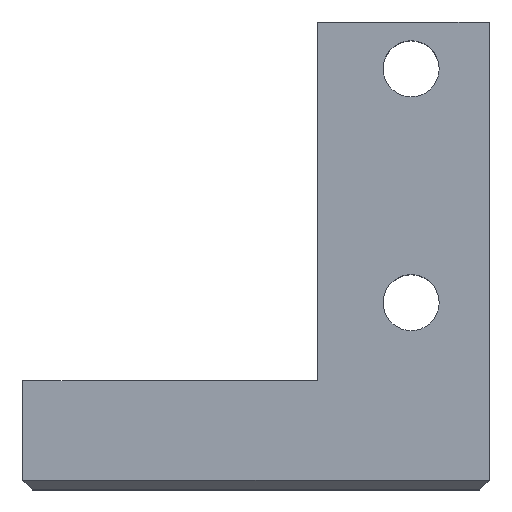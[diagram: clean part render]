
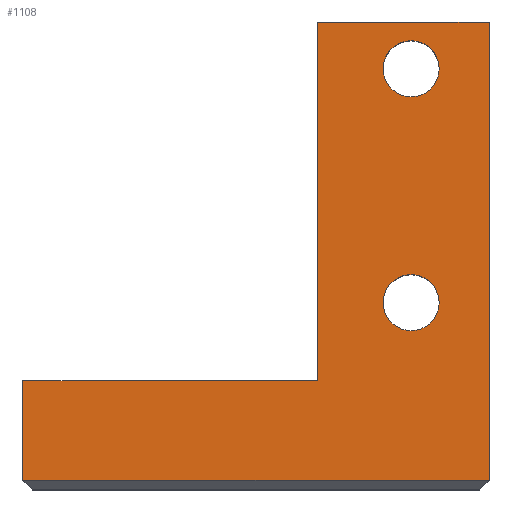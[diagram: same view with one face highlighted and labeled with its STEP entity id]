
A CAD part, top view. The second image highlights one B-rep face of the part: STEP entity #1108.
In plain terms, the highlighted planar face has unit normal (0, 0, 1).
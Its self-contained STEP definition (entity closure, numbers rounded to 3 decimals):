
#8 = ORIENTED_EDGE ( 'NONE', *, *, #1276, .T. ) ;
#32 = CIRCLE ( 'NONE', #872, 1.8 ) ;
#61 = AXIS2_PLACEMENT_3D ( 'NONE', #542, #777, #1383 ) ;
#72 = ORIENTED_EDGE ( 'NONE', *, *, #1087, .F. ) ;
#105 = CARTESIAN_POINT ( 'NONE',  ( -20.25, 30., 5.15 ) ) ;
#109 = EDGE_CURVE ( 'NONE', #1529, #519, #537, .T. ) ;
#123 = CARTESIAN_POINT ( 'NONE',  ( 4.65, 12., 5.15 ) ) ;
#136 = VECTOR ( 'NONE', #544, 1000. ) ;
#139 = DIRECTION ( 'NONE',  ( 1., 0., 0. ) ) ;
#157 = CARTESIAN_POINT ( 'NONE',  ( -1.35, 30., 5.15 ) ) ;
#169 = EDGE_LOOP ( 'NONE', ( #624, #549 ) ) ;
#187 = AXIS2_PLACEMENT_3D ( 'NONE', #1282, #534, #430 ) ;
#201 = ORIENTED_EDGE ( 'NONE', *, *, #1208, .F. ) ;
#236 = CARTESIAN_POINT ( 'NONE',  ( -1.35, 30., 5.15 ) ) ;
#247 = LINE ( 'NONE', #987, #1199 ) ;
#248 = CARTESIAN_POINT ( 'NONE',  ( -20.25, 7., 5.15 ) ) ;
#262 = ORIENTED_EDGE ( 'NONE', *, *, #1070, .T. ) ;
#304 = ORIENTED_EDGE ( 'NONE', *, *, #109, .F. ) ;
#314 = VERTEX_POINT ( 'NONE', #714 ) ;
#353 = PLANE ( 'NONE',  #927 ) ;
#359 = DIRECTION ( 'NONE',  ( 0., 0., -1. ) ) ;
#388 = AXIS2_PLACEMENT_3D ( 'NONE', #725, #815, #479 ) ;
#393 = VERTEX_POINT ( 'NONE', #855 ) ;
#399 = DIRECTION ( 'NONE',  ( 0., -1., 0. ) ) ;
#400 = VERTEX_POINT ( 'NONE', #248 ) ;
#416 = VECTOR ( 'NONE', #1050, 1000. ) ;
#430 = DIRECTION ( 'NONE',  ( 1., 0., 0. ) ) ;
#466 = VECTOR ( 'NONE', #1524, 1000. ) ;
#470 = FACE_BOUND ( 'NONE', #169, .T. ) ;
#479 = DIRECTION ( 'NONE',  ( 1., 0., 0. ) ) ;
#507 = VERTEX_POINT ( 'NONE', #1429 ) ;
#519 = VERTEX_POINT ( 'NONE', #236 ) ;
#520 = LINE ( 'NONE', #1479, #1323 ) ;
#534 = DIRECTION ( 'NONE',  ( 0., 0., 1. ) ) ;
#537 = LINE ( 'NONE', #157, #136 ) ;
#542 = CARTESIAN_POINT ( 'NONE',  ( 4.65, 12., 5.15 ) ) ;
#544 = DIRECTION ( 'NONE',  ( 0., 1., 0. ) ) ;
#549 = ORIENTED_EDGE ( 'NONE', *, *, #945, .F. ) ;
#550 = CARTESIAN_POINT ( 'NONE',  ( 6.45, 27., 5.15 ) ) ;
#575 = DIRECTION ( 'NONE',  ( -1., 0., 0. ) ) ;
#590 = ORIENTED_EDGE ( 'NONE', *, *, #957, .F. ) ;
#624 = ORIENTED_EDGE ( 'NONE', *, *, #786, .F. ) ;
#629 = CARTESIAN_POINT ( 'NONE',  ( -20.25, 7., 5.15 ) ) ;
#635 = ORIENTED_EDGE ( 'NONE', *, *, #1238, .F. ) ;
#668 = CIRCLE ( 'NONE', #61, 1.8 ) ;
#683 = LINE ( 'NONE', #830, #416 ) ;
#712 = FACE_BOUND ( 'NONE', #1235, .T. ) ;
#714 = CARTESIAN_POINT ( 'NONE',  ( 9.65, 30., 5.15 ) ) ;
#725 = CARTESIAN_POINT ( 'NONE',  ( 4.65, 27., 5.15 ) ) ;
#732 = DIRECTION ( 'NONE',  ( 1., 0., 0. ) ) ;
#738 = CARTESIAN_POINT ( 'NONE',  ( 2.85, 12., 5.15 ) ) ;
#777 = DIRECTION ( 'NONE',  ( 0., 0., 1. ) ) ;
#786 = EDGE_CURVE ( 'NONE', #393, #1193, #32, .T. ) ;
#815 = DIRECTION ( 'NONE',  ( 0., 0., 1. ) ) ;
#830 = CARTESIAN_POINT ( 'NONE',  ( 9.65, 30., 5.15 ) ) ;
#851 = DIRECTION ( 'NONE',  ( 0., 0., 1. ) ) ;
#855 = CARTESIAN_POINT ( 'NONE',  ( 6.45, 12., 5.15 ) ) ;
#856 = EDGE_LOOP ( 'NONE', ( #8, #262, #1258, #635, #304, #201 ) ) ;
#871 = VERTEX_POINT ( 'NONE', #982 ) ;
#872 = AXIS2_PLACEMENT_3D ( 'NONE', #123, #851, #1326 ) ;
#880 = LINE ( 'NONE', #629, #1419 ) ;
#927 = AXIS2_PLACEMENT_3D ( 'NONE', #105, #359, #575 ) ;
#945 = EDGE_CURVE ( 'NONE', #1193, #393, #668, .T. ) ;
#952 = CARTESIAN_POINT ( 'NONE',  ( -20.25, 0.6, 5.15 ) ) ;
#957 = EDGE_CURVE ( 'NONE', #964, #1493, #1098, .T. ) ;
#964 = VERTEX_POINT ( 'NONE', #550 ) ;
#982 = CARTESIAN_POINT ( 'NONE',  ( -20.25, 0.6, 5.15 ) ) ;
#987 = CARTESIAN_POINT ( 'NONE',  ( -20.25, 30., 5.15 ) ) ;
#1050 = DIRECTION ( 'NONE',  ( 0., -1., 0. ) ) ;
#1070 = EDGE_CURVE ( 'NONE', #871, #507, #1530, .T. ) ;
#1087 = EDGE_CURVE ( 'NONE', #1493, #964, #1246, .T. ) ;
#1098 = CIRCLE ( 'NONE', #187, 1.8 ) ;
#1108 = ADVANCED_FACE ( 'NONE', ( #470, #712, #1190 ), #353, .F. ) ;
#1189 = CARTESIAN_POINT ( 'NONE',  ( -1.35, 7., 5.15 ) ) ;
#1190 = FACE_OUTER_BOUND ( 'NONE', #856, .T. ) ;
#1193 = VERTEX_POINT ( 'NONE', #738 ) ;
#1199 = VECTOR ( 'NONE', #732, 1000. ) ;
#1208 = EDGE_CURVE ( 'NONE', #400, #1529, #880, .T. ) ;
#1235 = EDGE_LOOP ( 'NONE', ( #590, #72 ) ) ;
#1238 = EDGE_CURVE ( 'NONE', #519, #314, #247, .T. ) ;
#1246 = CIRCLE ( 'NONE', #388, 1.8 ) ;
#1258 = ORIENTED_EDGE ( 'NONE', *, *, #1458, .F. ) ;
#1276 = EDGE_CURVE ( 'NONE', #400, #871, #520, .T. ) ;
#1282 = CARTESIAN_POINT ( 'NONE',  ( 4.65, 27., 5.15 ) ) ;
#1323 = VECTOR ( 'NONE', #399, 1000. ) ;
#1326 = DIRECTION ( 'NONE',  ( 1., 0., 0. ) ) ;
#1383 = DIRECTION ( 'NONE',  ( 1., 0., 0. ) ) ;
#1419 = VECTOR ( 'NONE', #139, 1000. ) ;
#1429 = CARTESIAN_POINT ( 'NONE',  ( 9.65, 0.6, 5.15 ) ) ;
#1458 = EDGE_CURVE ( 'NONE', #314, #507, #683, .T. ) ;
#1479 = CARTESIAN_POINT ( 'NONE',  ( -20.25, 30., 5.15 ) ) ;
#1493 = VERTEX_POINT ( 'NONE', #1551 ) ;
#1524 = DIRECTION ( 'NONE',  ( 1., 0., 0. ) ) ;
#1529 = VERTEX_POINT ( 'NONE', #1189 ) ;
#1530 = LINE ( 'NONE', #952, #466 ) ;
#1551 = CARTESIAN_POINT ( 'NONE',  ( 2.85, 27., 5.15 ) ) ;
